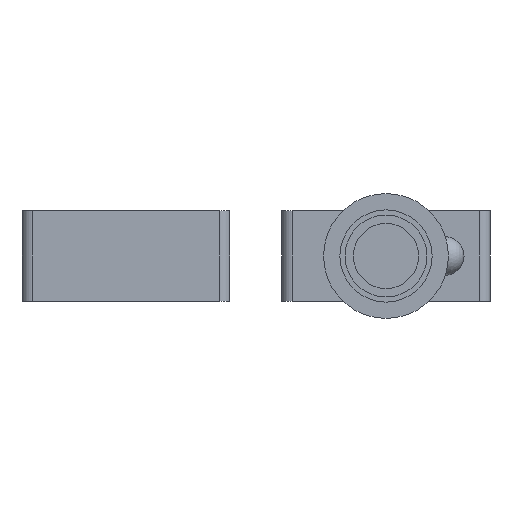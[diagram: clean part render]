
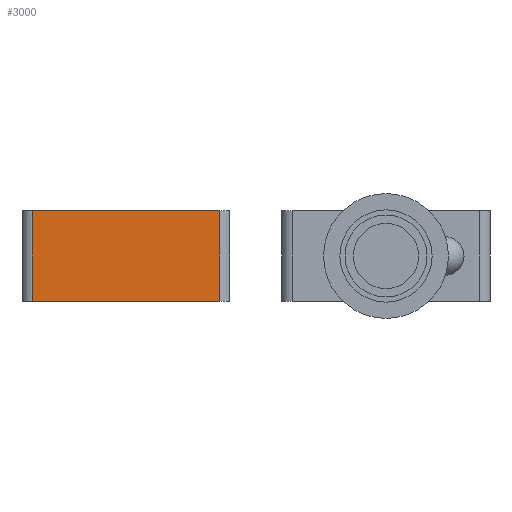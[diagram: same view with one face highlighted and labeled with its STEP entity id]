
A CAD part, front view. The second image highlights one B-rep face of the part: STEP entity #3000.
In plain terms, the highlighted planar face has unit normal (0, -1, 0).
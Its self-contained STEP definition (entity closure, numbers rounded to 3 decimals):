
#2067=DIRECTION('',(-1.,0.,0.));
#2068=VECTOR('',#2067,14.4);
#2069=CARTESIAN_POINT('',(-14.8,0.,7.));
#2070=LINE('',#2069,#2068);
#2284=DIRECTION('',(0.,0.,-1.));
#2285=VECTOR('',#2284,7.);
#2286=CARTESIAN_POINT('',(-29.2,0.,7.));
#2287=LINE('',#2286,#2285);
#2291=DIRECTION('',(0.,0.,-1.));
#2292=VECTOR('',#2291,7.);
#2293=CARTESIAN_POINT('',(-14.8,0.,7.));
#2294=LINE('',#2293,#2292);
#2428=DIRECTION('',(-1.,0.,0.));
#2429=VECTOR('',#2428,14.4);
#2430=CARTESIAN_POINT('',(-14.8,0.,0.));
#2431=LINE('',#2430,#2429);
#2646=CARTESIAN_POINT('',(-14.8,0.,7.));
#2647=VERTEX_POINT('',#2646);
#2648=CARTESIAN_POINT('',(-29.2,0.,7.));
#2649=VERTEX_POINT('',#2648);
#2706=CARTESIAN_POINT('',(-29.2,0.,0.));
#2707=VERTEX_POINT('',#2706);
#2708=CARTESIAN_POINT('',(-14.8,0.,0.));
#2709=VERTEX_POINT('',#2708);
#2987=CARTESIAN_POINT('',(-14.8,0.,7.));
#2988=DIRECTION('',(0.,-1.,0.));
#2989=DIRECTION('',(-1.,0.,0.));
#2990=AXIS2_PLACEMENT_3D('',#2987,#2988,#2989);
#2991=PLANE('',#2990);
#2992=ORIENTED_EDGE('',*,*,#2763,.F.);
#2994=ORIENTED_EDGE('',*,*,#2993,.T.);
#2996=ORIENTED_EDGE('',*,*,#2995,.T.);
#2997=ORIENTED_EDGE('',*,*,#2979,.F.);
#2998=EDGE_LOOP('',(#2992,#2994,#2996,#2997));
#2999=FACE_OUTER_BOUND('',#2998,.F.);
#2763=EDGE_CURVE('',#2647,#2649,#2070,.T.);
#2979=EDGE_CURVE('',#2649,#2707,#2287,.T.);
#2993=EDGE_CURVE('',#2647,#2709,#2294,.T.);
#2995=EDGE_CURVE('',#2709,#2707,#2431,.T.);
#3000=ADVANCED_FACE('',(#2999),#2991,.T.);
